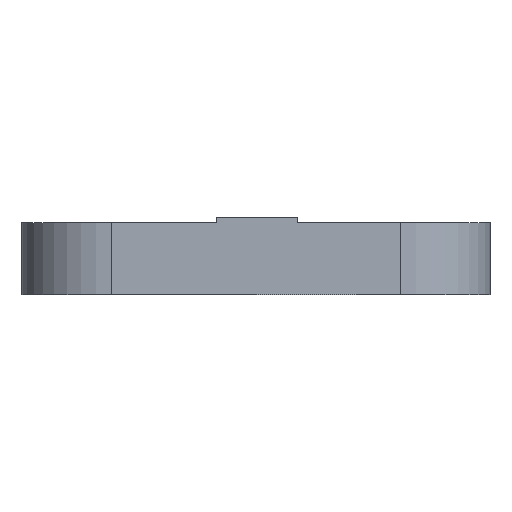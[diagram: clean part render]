
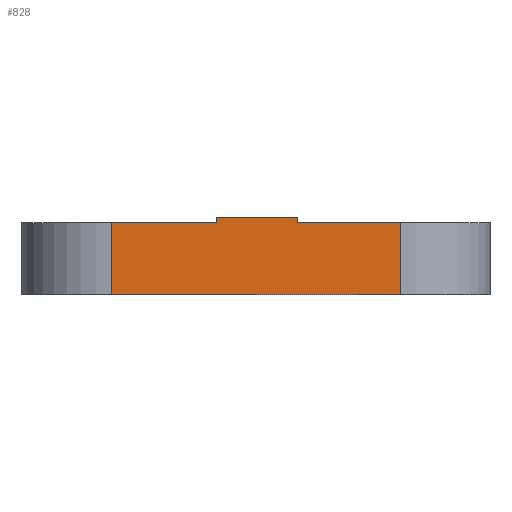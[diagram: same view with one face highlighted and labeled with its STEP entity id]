
A CAD part, left-side view. The second image highlights one B-rep face of the part: STEP entity #828.
In plain terms, the highlighted planar face has unit normal (-1, 0, 0).
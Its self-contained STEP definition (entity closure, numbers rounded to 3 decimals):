
#9 = DIRECTION ( 'NONE',  ( 0., 0., -1. ) ) ;
#26 = PLANE ( 'NONE',  #449 ) ;
#79 = LINE ( 'NONE', #80, #597 ) ;
#80 = CARTESIAN_POINT ( 'NONE',  ( -24., -8., 4. ) ) ;
#81 = DIRECTION ( 'NONE',  ( 0., -1., 0. ) ) ;
#234 = LINE ( 'NONE', #235, #658 ) ;
#235 = CARTESIAN_POINT ( 'NONE',  ( -24., -8., 0. ) ) ;
#236 = DIRECTION ( 'NONE',  ( 0., -1., 0. ) ) ;
#300 = CARTESIAN_POINT ( 'NONE',  ( -24., -8., 4. ) ) ;
#301 = CARTESIAN_POINT ( 'NONE',  ( -24., 8., 4. ) ) ;
#302 = CARTESIAN_POINT ( 'NONE',  ( -24., -8., 0. ) ) ;
#303 = CARTESIAN_POINT ( 'NONE',  ( -24., 8., 0. ) ) ;
#310 = CARTESIAN_POINT ( 'NONE',  ( -24., 2.196, 4. ) ) ;
#315 = CARTESIAN_POINT ( 'NONE',  ( -24., -2.304, 4. ) ) ;
#368 = CARTESIAN_POINT ( 'NONE',  ( -24., 2.196, 4.3 ) ) ;
#372 = CARTESIAN_POINT ( 'NONE',  ( -24., -2.304, 4.3 ) ) ;
#440 = VECTOR ( 'NONE', #1381, 1000. ) ;
#449 = AXIS2_PLACEMENT_3D ( 'NONE', #1605, #1604, #9 ) ;
#454 = FACE_OUTER_BOUND ( 'NONE', #1146, .T. ) ;
#480 = VECTOR ( 'NONE', #1065, 1000. ) ;
#499 = VECTOR ( 'NONE', #1104, 1000. ) ;
#501 = VECTOR ( 'NONE', #1089, 1000. ) ;
#510 = VECTOR ( 'NONE', #1076, 1000. ) ;
#597 = VECTOR ( 'NONE', #81, 1000. ) ;
#606 = VECTOR ( 'NONE', #1068, 1000. ) ;
#658 = VECTOR ( 'NONE', #236, 1000. ) ;
#716 = EDGE_CURVE ( 'NONE', #1258, #1260, #1107, .T. ) ;
#723 = EDGE_CURVE ( 'NONE', #1326, #1330, #1091, .T. ) ;
#727 = EDGE_CURVE ( 'NONE', #1259, #1261, #1080, .T. ) ;
#728 = EDGE_CURVE ( 'NONE', #1330, #1273, #1070, .T. ) ;
#730 = EDGE_CURVE ( 'NONE', #1326, #1268, #1067, .T. ) ;
#757 = EDGE_CURVE ( 'NONE', #1259, #1268, #1379, .T. ) ;
#828 = ADVANCED_FACE ( 'NONE', ( #454 ), #26, .F. ) ;
#850 = EDGE_CURVE ( 'NONE', #1273, #1258, #79, .T. ) ;
#917 = EDGE_CURVE ( 'NONE', #1261, #1260, #234, .T. ) ;
#1065 = DIRECTION ( 'NONE',  ( 0., 0., -1. ) ) ;
#1066 = CARTESIAN_POINT ( 'NONE',  ( -24., 2.196, 4.3 ) ) ;
#1067 = LINE ( 'NONE', #1066, #480 ) ;
#1068 = DIRECTION ( 'NONE',  ( 0., 0., -1. ) ) ;
#1069 = CARTESIAN_POINT ( 'NONE',  ( -24., -2.304, 4.3 ) ) ;
#1070 = LINE ( 'NONE', #1069, #606 ) ;
#1076 = DIRECTION ( 'NONE',  ( 0., 0., -1. ) ) ;
#1079 = CARTESIAN_POINT ( 'NONE',  ( -24., 8., 4. ) ) ;
#1080 = LINE ( 'NONE', #1079, #510 ) ;
#1089 = DIRECTION ( 'NONE',  ( 0., -1., 0. ) ) ;
#1090 = CARTESIAN_POINT ( 'NONE',  ( -24., -2.304, 4.3 ) ) ;
#1091 = LINE ( 'NONE', #1090, #501 ) ;
#1104 = DIRECTION ( 'NONE',  ( 0., 0., -1. ) ) ;
#1106 = CARTESIAN_POINT ( 'NONE',  ( -24., -8., 4. ) ) ;
#1107 = LINE ( 'NONE', #1106, #499 ) ;
#1146 = EDGE_LOOP ( 'NONE', ( #1685, #1684, #1687, #1683, #1705, #1682, #1704, #1702 ) ) ;
#1258 = VERTEX_POINT ( 'NONE', #300 ) ;
#1259 = VERTEX_POINT ( 'NONE', #301 ) ;
#1260 = VERTEX_POINT ( 'NONE', #302 ) ;
#1261 = VERTEX_POINT ( 'NONE', #303 ) ;
#1268 = VERTEX_POINT ( 'NONE', #310 ) ;
#1273 = VERTEX_POINT ( 'NONE', #315 ) ;
#1326 = VERTEX_POINT ( 'NONE', #368 ) ;
#1330 = VERTEX_POINT ( 'NONE', #372 ) ;
#1379 = LINE ( 'NONE', #1380, #440 ) ;
#1380 = CARTESIAN_POINT ( 'NONE',  ( -24., -8., 4. ) ) ;
#1381 = DIRECTION ( 'NONE',  ( 0., -1., 0. ) ) ;
#1604 = DIRECTION ( 'NONE',  ( 1., 0., 0. ) ) ;
#1605 = CARTESIAN_POINT ( 'NONE',  ( -24., -8., 4. ) ) ;
#1682 = ORIENTED_EDGE ( 'NONE', *, *, #730, .T. ) ;
#1683 = ORIENTED_EDGE ( 'NONE', *, *, #728, .F. ) ;
#1684 = ORIENTED_EDGE ( 'NONE', *, *, #716, .F. ) ;
#1685 = ORIENTED_EDGE ( 'NONE', *, *, #917, .T. ) ;
#1687 = ORIENTED_EDGE ( 'NONE', *, *, #850, .F. ) ;
#1702 = ORIENTED_EDGE ( 'NONE', *, *, #727, .T. ) ;
#1704 = ORIENTED_EDGE ( 'NONE', *, *, #757, .F. ) ;
#1705 = ORIENTED_EDGE ( 'NONE', *, *, #723, .F. ) ;
